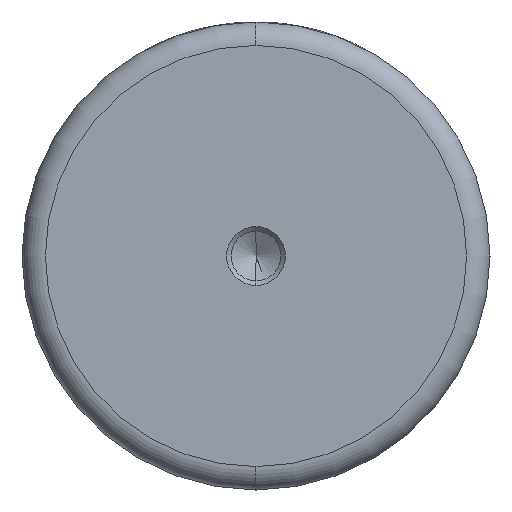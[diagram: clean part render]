
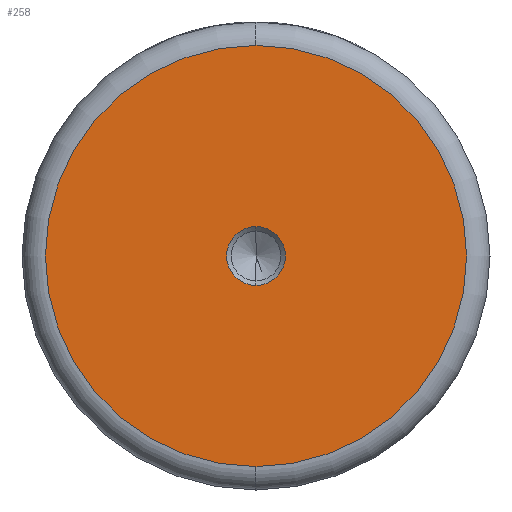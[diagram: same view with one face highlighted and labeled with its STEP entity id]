
A CAD part, left-side view. The second image highlights one B-rep face of the part: STEP entity #258.
In plain terms, the highlighted planar face has unit normal (-1, 0, 0).
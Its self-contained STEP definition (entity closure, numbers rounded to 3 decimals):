
#10 = CARTESIAN_POINT ( 'NONE',  ( 0., 0., 0. ) ) ;
#121 = EDGE_CURVE ( 'NONE', #441, #702, #1533, .T. ) ;
#140 = DIRECTION ( 'NONE',  ( 0., 0., 1. ) ) ;
#150 = AXIS2_PLACEMENT_3D ( 'NONE', #631, #1473, #747 ) ;
#158 = CARTESIAN_POINT ( 'NONE',  ( 0., 0., 0. ) ) ;
#168 = CARTESIAN_POINT ( 'NONE',  ( 0., 0., 0. ) ) ;
#187 = AXIS2_PLACEMENT_3D ( 'NONE', #10, #858, #140 ) ;
#232 = EDGE_CURVE ( 'NONE', #1330, #1338, #1183, .T. ) ;
#258 = ADVANCED_FACE ( 'NONE', ( #596, #370 ), #283, .T. ) ;
#283 = PLANE ( 'NONE',  #480 ) ;
#292 = DIRECTION ( 'NONE',  ( 0., 0., 1. ) ) ;
#304 = DIRECTION ( 'NONE',  ( 0., 0., 1. ) ) ;
#370 = FACE_OUTER_BOUND ( 'NONE', #716, .T. ) ;
#375 = ORIENTED_EDGE ( 'NONE', *, *, #121, .F. ) ;
#388 = EDGE_CURVE ( 'NONE', #702, #441, #494, .T. ) ;
#441 = VERTEX_POINT ( 'NONE', #1035 ) ;
#480 = AXIS2_PLACEMENT_3D ( 'NONE', #870, #1112, #1123 ) ;
#494 = CIRCLE ( 'NONE', #878, 5.025 ) ;
#540 = EDGE_LOOP ( 'NONE', ( #1295, #375 ) ) ;
#568 = CARTESIAN_POINT ( 'NONE',  ( 0., 0., 5.025 ) ) ;
#596 = FACE_BOUND ( 'NONE', #540, .T. ) ;
#631 = CARTESIAN_POINT ( 'NONE',  ( 0., 0., 0. ) ) ;
#702 = VERTEX_POINT ( 'NONE', #568 ) ;
#716 = EDGE_LOOP ( 'NONE', ( #827, #1549 ) ) ;
#747 = DIRECTION ( 'NONE',  ( 0., 0., 1. ) ) ;
#792 = EDGE_CURVE ( 'NONE', #1338, #1330, #1286, .T. ) ;
#827 = ORIENTED_EDGE ( 'NONE', *, *, #232, .T. ) ;
#855 = CARTESIAN_POINT ( 'NONE',  ( 0., 0., 36. ) ) ;
#858 = DIRECTION ( 'NONE',  ( -1., 0., 0. ) ) ;
#870 = CARTESIAN_POINT ( 'NONE',  ( 0., 0., 0. ) ) ;
#878 = AXIS2_PLACEMENT_3D ( 'NONE', #168, #1012, #304 ) ;
#1001 = DIRECTION ( 'NONE',  ( -1., 0., 0. ) ) ;
#1012 = DIRECTION ( 'NONE',  ( -1., 0., 0. ) ) ;
#1035 = CARTESIAN_POINT ( 'NONE',  ( 0., 0., -5.025 ) ) ;
#1110 = CARTESIAN_POINT ( 'NONE',  ( 0., 0., -36. ) ) ;
#1112 = DIRECTION ( 'NONE',  ( -1., 0., 0. ) ) ;
#1123 = DIRECTION ( 'NONE',  ( 0., 0., 1. ) ) ;
#1183 = CIRCLE ( 'NONE', #150, 36. ) ;
#1286 = CIRCLE ( 'NONE', #1492, 36. ) ;
#1295 = ORIENTED_EDGE ( 'NONE', *, *, #388, .F. ) ;
#1330 = VERTEX_POINT ( 'NONE', #855 ) ;
#1338 = VERTEX_POINT ( 'NONE', #1110 ) ;
#1473 = DIRECTION ( 'NONE',  ( -1., 0., 0. ) ) ;
#1492 = AXIS2_PLACEMENT_3D ( 'NONE', #158, #1001, #292 ) ;
#1533 = CIRCLE ( 'NONE', #187, 5.025 ) ;
#1549 = ORIENTED_EDGE ( 'NONE', *, *, #792, .T. ) ;
